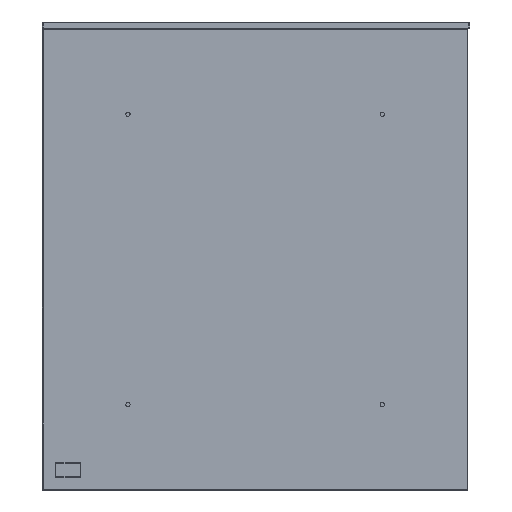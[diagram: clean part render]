
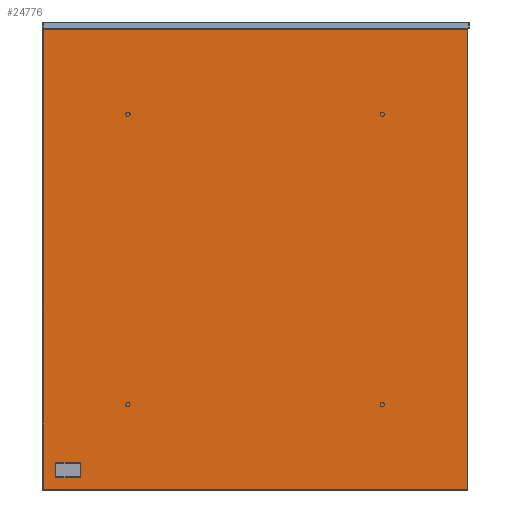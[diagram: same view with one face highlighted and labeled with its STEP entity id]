
A CAD part, left-side view. The second image highlights one B-rep face of the part: STEP entity #24776.
In plain terms, the highlighted planar face has unit normal (-1, 0, 0).
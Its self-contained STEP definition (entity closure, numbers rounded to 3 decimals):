
#24514=CARTESIAN_POINT('',(-4850.693,10231.25,-596.869));
#24515=VERTEX_POINT('',#24514);
#24516=CARTESIAN_POINT('',(-4850.693,10231.25,-59.131));
#24517=VERTEX_POINT('',#24516);
#24518=CARTESIAN_POINT('',(-4850.693,10231.25,-596.869));
#24519=DIRECTION('',(0.0,0.0,1.0));
#24520=VECTOR('',#24519,537.737);
#24521=LINE('',#24518,#24520);
#24522=EDGE_CURVE('',#24515,#24517,#24521,.T.);
#24545=CARTESIAN_POINT('',(-4850.693,10230.919,-58.8));
#24546=VERTEX_POINT('',#24545);
#24547=CARTESIAN_POINT('',(-4850.693,10231.25,-59.131));
#24548=DIRECTION('',(0.0,-0.707,0.707));
#24549=VECTOR('',#24548,0.469);
#24550=LINE('',#24547,#24549);
#24551=EDGE_CURVE('',#24517,#24546,#24550,.T.);
#24569=CARTESIAN_POINT('',(-4850.693,9735.181,-58.8));
#24570=VERTEX_POINT('',#24569);
#24571=CARTESIAN_POINT('',(-4850.693,10230.919,-58.8));
#24572=DIRECTION('',(0.0,-1.0,0.0));
#24573=VECTOR('',#24572,495.737);
#24574=LINE('',#24571,#24573);
#24575=EDGE_CURVE('',#24546,#24570,#24574,.T.);
#24602=CARTESIAN_POINT('',(-4850.693,9734.85,-59.131));
#24603=VERTEX_POINT('',#24602);
#24604=CARTESIAN_POINT('',(-4850.693,9735.181,-58.8));
#24605=DIRECTION('',(0.0,-0.707,-0.707));
#24606=VECTOR('',#24605,0.469);
#24607=LINE('',#24604,#24606);
#24608=EDGE_CURVE('',#24570,#24603,#24607,.T.);
#24633=CARTESIAN_POINT('',(-4850.693,9734.85,-596.869));
#24634=VERTEX_POINT('',#24633);
#24635=CARTESIAN_POINT('',(-4850.693,9734.85,-59.131));
#24636=DIRECTION('',(0.0,0.0,-1.0));
#24637=VECTOR('',#24636,537.737);
#24638=LINE('',#24635,#24637);
#24639=EDGE_CURVE('',#24603,#24634,#24638,.T.);
#24664=CARTESIAN_POINT('',(-4850.693,9735.181,-597.2));
#24665=VERTEX_POINT('',#24664);
#24666=CARTESIAN_POINT('',(-4850.693,9734.85,-596.869));
#24667=DIRECTION('',(0.0,0.707,-0.707));
#24668=VECTOR('',#24667,0.469);
#24669=LINE('',#24666,#24668);
#24670=EDGE_CURVE('',#24634,#24665,#24669,.T.);
#24693=CARTESIAN_POINT('',(-4850.693,10230.919,-597.2));
#24694=VERTEX_POINT('',#24693);
#24695=CARTESIAN_POINT('',(-4850.693,9735.181,-597.2));
#24696=DIRECTION('',(0.0,1.0,0.0));
#24697=VECTOR('',#24696,495.737);
#24698=LINE('',#24695,#24697);
#24699=EDGE_CURVE('',#24665,#24694,#24698,.T.);
#24717=CARTESIAN_POINT('',(-4850.693,10230.919,-597.2));
#24718=DIRECTION('',(0.0,0.707,0.707));
#24719=VECTOR('',#24718,0.469);
#24720=LINE('',#24717,#24719);
#24721=EDGE_CURVE('',#24694,#24515,#24720,.T.);
#24761=CARTESIAN_POINT('',(-4850.693,9983.05,-597.201));
#24762=DIRECTION('',(-1.0,0.0,0.0));
#24763=DIRECTION('',(0.0,0.0,1.0));
#24764=AXIS2_PLACEMENT_3D('',#24761,#24762,#24763);
#24765=PLANE('',#24764);
#24766=ORIENTED_EDGE('',*,*,#24522,.F.);
#24767=ORIENTED_EDGE('',*,*,#24721,.F.);
#24768=ORIENTED_EDGE('',*,*,#24699,.F.);
#24769=ORIENTED_EDGE('',*,*,#24670,.F.);
#24770=ORIENTED_EDGE('',*,*,#24639,.F.);
#24771=ORIENTED_EDGE('',*,*,#24608,.F.);
#24772=ORIENTED_EDGE('',*,*,#24575,.F.);
#24773=ORIENTED_EDGE('',*,*,#24551,.F.);
#24774=EDGE_LOOP('',(#24766,#24767,#24768,#24769,#24770,#24771,#24772,#24773));
#24775=FACE_OUTER_BOUND('',#24774,.T.);
#24776=ADVANCED_FACE('',(#24775),#24765,.T.);
